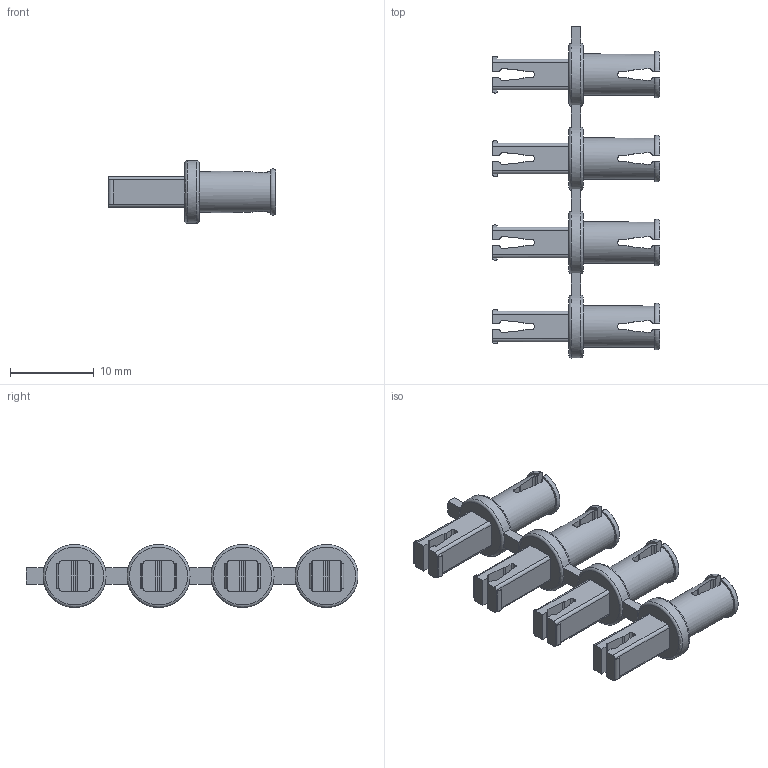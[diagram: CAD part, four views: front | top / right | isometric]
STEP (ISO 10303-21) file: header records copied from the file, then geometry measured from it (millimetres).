
FILE_DESCRIPTION(/* description */ (''),/* implementation_level */ '2;1');
FILE_NAME(/* name */ 'AXp2p test assembly.stp',/* time_stamp */ '2019-02-28T20:33:46+01:00',/* author */ ('Varga Daniel'),/* organization */ (''),/* preprocessor_version */ 'ST-DEVELOPER v17.2',/* originating_system */ 'Autodesk Inventor 2019',/* authorisation */ '');
FILE_SCHEMA (('AUTOMOTIVE_DESIGN { 1 0 10303 214 3 1 1 }'));
Length unit declared in the file: millimetre
Products named in the file (1): AXp2p test assembly
Bounding box: 20 x 39.53 x 7.5 mm (x, y, z)
Volume: 1332.5 mm3; surface area: 1918.5 mm2
Topology: 1 solids, 1 shells, 276 faces, 762 edges, 496 vertices
Faces by surface type: plane 144, cylinder 108, torus 24
Full cylindrical faces by diameter (mm): 4.9 x4
Entity records: 9513 total; most frequent: CARTESIAN_POINT 2415, ORIENTED_EDGE 1524, DIRECTION 1458, EDGE_CURVE 762, AXIS2_PLACEMENT_3D 527, VERTEX_POINT 496, LINE 404, VECTOR 404
